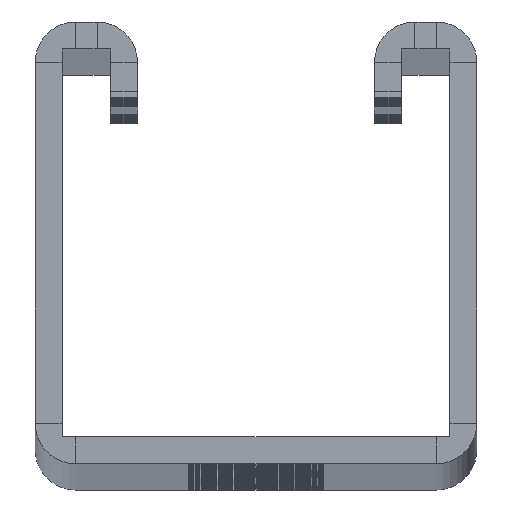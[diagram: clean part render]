
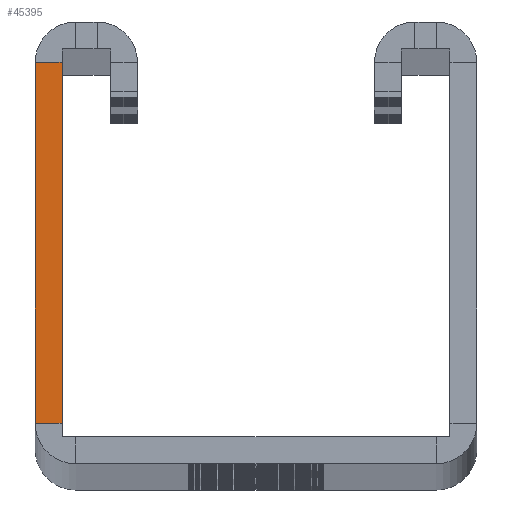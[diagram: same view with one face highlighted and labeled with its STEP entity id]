
A CAD part, top view. The second image highlights one B-rep face of the part: STEP entity #45395.
In plain terms, the highlighted planar face has unit normal (0, 0, 1).
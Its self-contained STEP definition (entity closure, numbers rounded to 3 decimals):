
#908 = ORIENTED_EDGE ( 'NONE', *, *, #54072, .T. ) ;
#1519 = DIRECTION ( 'NONE',  ( 1., 0., 0. ) ) ;
#1713 = LINE ( 'NONE', #44024, #31923 ) ;
#3249 = ORIENTED_EDGE ( 'NONE', *, *, #32439, .T. ) ;
#7070 = DIRECTION ( 'NONE',  ( 0., 0., 1. ) ) ;
#7529 = CARTESIAN_POINT ( 'NONE',  ( -18., 37.25, 0. ) ) ;
#7867 = ORIENTED_EDGE ( 'NONE', *, *, #61090, .T. ) ;
#11077 = VERTEX_POINT ( 'NONE', #14164 ) ;
#11942 = CARTESIAN_POINT ( 'NONE',  ( -18., 0., 0. ) ) ;
#12930 = DIRECTION ( 'NONE',  ( 0., 1., 0. ) ) ;
#13447 = VERTEX_POINT ( 'NONE', #17622 ) ;
#14164 = CARTESIAN_POINT ( 'NONE',  ( -18., 3.75, 0. ) ) ;
#15760 = VECTOR ( 'NONE', #45491, 1000. ) ;
#16605 = DIRECTION ( 'NONE',  ( 0., 1., 0. ) ) ;
#17386 = CARTESIAN_POINT ( 'NONE',  ( -20.5, 3.75, 0. ) ) ;
#17622 = CARTESIAN_POINT ( 'NONE',  ( -20.5, 3.75, 0. ) ) ;
#18236 = FACE_OUTER_BOUND ( 'NONE', #34354, .T. ) ;
#20651 = PLANE ( 'NONE',  #33524 ) ;
#22911 = LINE ( 'NONE', #11942, #55523 ) ;
#23445 = VECTOR ( 'NONE', #58071, 1000. ) ;
#25758 = CARTESIAN_POINT ( 'NONE',  ( -16.75, 2.5, 0. ) ) ;
#29277 = LINE ( 'NONE', #40130, #15760 ) ;
#30131 = VERTEX_POINT ( 'NONE', #7529 ) ;
#31923 = VECTOR ( 'NONE', #12930, 1000. ) ;
#32439 = EDGE_CURVE ( 'NONE', #13447, #11077, #52056, .T. ) ;
#33524 = AXIS2_PLACEMENT_3D ( 'NONE', #25758, #7070, #1519 ) ;
#34354 = EDGE_LOOP ( 'NONE', ( #64997, #3249, #7867, #908 ) ) ;
#40130 = CARTESIAN_POINT ( 'NONE',  ( -18., 37.25, 0. ) ) ;
#44024 = CARTESIAN_POINT ( 'NONE',  ( -20.5, 0., 0. ) ) ;
#45089 = VERTEX_POINT ( 'NONE', #48920 ) ;
#45395 = ADVANCED_FACE ( 'NONE', ( #18236 ), #20651, .T. ) ;
#45491 = DIRECTION ( 'NONE',  ( -1., 0., 0. ) ) ;
#48920 = CARTESIAN_POINT ( 'NONE',  ( -20.5, 37.25, 0. ) ) ;
#49820 = EDGE_CURVE ( 'NONE', #13447, #45089, #1713, .T. ) ;
#52056 = LINE ( 'NONE', #17386, #23445 ) ;
#54072 = EDGE_CURVE ( 'NONE', #30131, #45089, #29277, .T. ) ;
#55523 = VECTOR ( 'NONE', #16605, 1000. ) ;
#58071 = DIRECTION ( 'NONE',  ( 1., 0., 0. ) ) ;
#61090 = EDGE_CURVE ( 'NONE', #11077, #30131, #22911, .T. ) ;
#64997 = ORIENTED_EDGE ( 'NONE', *, *, #49820, .F. ) ;
